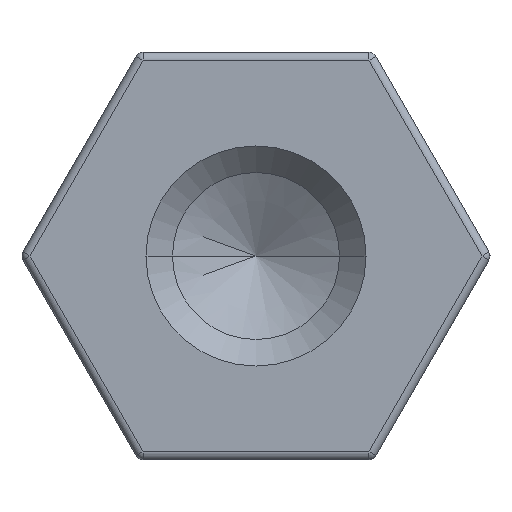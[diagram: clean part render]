
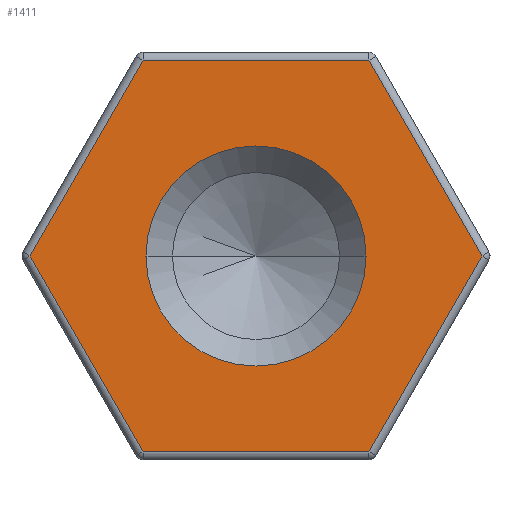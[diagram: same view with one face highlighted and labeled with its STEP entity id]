
A CAD part, left-side view. The second image highlights one B-rep face of the part: STEP entity #1411.
In plain terms, the highlighted planar face has unit normal (-1, 0, 0).
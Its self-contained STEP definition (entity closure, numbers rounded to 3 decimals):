
#9 = DIRECTION ( 'NONE',  ( 0., 1., 0. ) ) ;
#16 = VECTOR ( 'NONE', #670, 1000. ) ;
#18 = CIRCLE ( 'NONE', #1112, 1.35 ) ;
#41 = FACE_OUTER_BOUND ( 'NONE', #1298, .T. ) ;
#60 = ORIENTED_EDGE ( 'NONE', *, *, #204, .T. ) ;
#85 = LINE ( 'NONE', #564, #16 ) ;
#101 = VECTOR ( 'NONE', #926, 1000. ) ;
#105 = VERTEX_POINT ( 'NONE', #655 ) ;
#127 = ORIENTED_EDGE ( 'NONE', *, *, #777, .T. ) ;
#136 = VERTEX_POINT ( 'NONE', #288 ) ;
#147 = VECTOR ( 'NONE', #646, 1000. ) ;
#175 = LINE ( 'NONE', #481, #1280 ) ;
#178 = LINE ( 'NONE', #871, #1342 ) ;
#188 = EDGE_LOOP ( 'NONE', ( #563, #231 ) ) ;
#204 = EDGE_CURVE ( 'NONE', #526, #1113, #178, .T. ) ;
#231 = ORIENTED_EDGE ( 'NONE', *, *, #387, .T. ) ;
#275 = DIRECTION ( 'NONE',  ( 0., 1., 0. ) ) ;
#288 = CARTESIAN_POINT ( 'NONE',  ( 0., 1.35, 0. ) ) ;
#296 = VERTEX_POINT ( 'NONE', #1007 ) ;
#307 = DIRECTION ( 'NONE',  ( 0., 1., 0. ) ) ;
#325 = DIRECTION ( 'NONE',  ( 1., 0., 0. ) ) ;
#341 = VERTEX_POINT ( 'NONE', #972 ) ;
#352 = CARTESIAN_POINT ( 'NONE',  ( 0., 0., 0. ) ) ;
#371 = DIRECTION ( 'NONE',  ( 0., -0.5, -0.866 ) ) ;
#377 = ORIENTED_EDGE ( 'NONE', *, *, #1258, .T. ) ;
#387 = EDGE_CURVE ( 'NONE', #105, #136, #18, .T. ) ;
#445 = ORIENTED_EDGE ( 'NONE', *, *, #1050, .T. ) ;
#481 = CARTESIAN_POINT ( 'NONE',  ( 0., 2.078, -1.2 ) ) ;
#526 = VERTEX_POINT ( 'NONE', #1045 ) ;
#557 = LINE ( 'NONE', #1400, #101 ) ;
#563 = ORIENTED_EDGE ( 'NONE', *, *, #651, .T. ) ;
#564 = CARTESIAN_POINT ( 'NONE',  ( 0., 0., -2.4 ) ) ;
#572 = ORIENTED_EDGE ( 'NONE', *, *, #728, .T. ) ;
#580 = LINE ( 'NONE', #624, #1306 ) ;
#586 = CARTESIAN_POINT ( 'NONE',  ( 0., 0., 0. ) ) ;
#600 = LINE ( 'NONE', #1203, #147 ) ;
#624 = CARTESIAN_POINT ( 'NONE',  ( 0., -2.078, 1.2 ) ) ;
#646 = DIRECTION ( 'NONE',  ( 0., -0.5, 0.866 ) ) ;
#651 = EDGE_CURVE ( 'NONE', #136, #105, #903, .T. ) ;
#655 = CARTESIAN_POINT ( 'NONE',  ( 0., -1.35, 0. ) ) ;
#664 = VERTEX_POINT ( 'NONE', #1259 ) ;
#670 = DIRECTION ( 'NONE',  ( 0., -1., 0. ) ) ;
#714 = FACE_BOUND ( 'NONE', #188, .T. ) ;
#728 = EDGE_CURVE ( 'NONE', #664, #341, #175, .T. ) ;
#742 = VERTEX_POINT ( 'NONE', #942 ) ;
#774 = DIRECTION ( 'NONE',  ( 1., 0., 0. ) ) ;
#777 = EDGE_CURVE ( 'NONE', #341, #742, #85, .T. ) ;
#803 = DIRECTION ( 'NONE',  ( 1., 0., 0. ) ) ;
#820 = ORIENTED_EDGE ( 'NONE', *, *, #1215, .T. ) ;
#871 = CARTESIAN_POINT ( 'NONE',  ( 0., 0., 2.4 ) ) ;
#903 = CIRCLE ( 'NONE', #1091, 1.35 ) ;
#926 = DIRECTION ( 'NONE',  ( 0., 0.5, -0.866 ) ) ;
#942 = CARTESIAN_POINT ( 'NONE',  ( 0., -1.386, -2.4 ) ) ;
#962 = PLANE ( 'NONE',  #1119 ) ;
#972 = CARTESIAN_POINT ( 'NONE',  ( 0., 1.386, -2.4 ) ) ;
#1007 = CARTESIAN_POINT ( 'NONE',  ( 0., -2.771, 0. ) ) ;
#1027 = DIRECTION ( 'NONE',  ( 0., 1., 0. ) ) ;
#1045 = CARTESIAN_POINT ( 'NONE',  ( 0., -1.386, 2.4 ) ) ;
#1050 = EDGE_CURVE ( 'NONE', #296, #526, #580, .T. ) ;
#1091 = AXIS2_PLACEMENT_3D ( 'NONE', #1266, #803, #275 ) ;
#1112 = AXIS2_PLACEMENT_3D ( 'NONE', #352, #325, #307 ) ;
#1113 = VERTEX_POINT ( 'NONE', #1378 ) ;
#1119 = AXIS2_PLACEMENT_3D ( 'NONE', #586, #774, #9 ) ;
#1203 = CARTESIAN_POINT ( 'NONE',  ( 0., -2.078, -1.2 ) ) ;
#1215 = EDGE_CURVE ( 'NONE', #742, #296, #600, .T. ) ;
#1258 = EDGE_CURVE ( 'NONE', #1113, #664, #557, .T. ) ;
#1259 = CARTESIAN_POINT ( 'NONE',  ( 0., 2.771, 0. ) ) ;
#1266 = CARTESIAN_POINT ( 'NONE',  ( 0., 0., 0. ) ) ;
#1277 = DIRECTION ( 'NONE',  ( 0., 0.5, 0.866 ) ) ;
#1280 = VECTOR ( 'NONE', #371, 1000. ) ;
#1298 = EDGE_LOOP ( 'NONE', ( #445, #60, #377, #572, #127, #820 ) ) ;
#1306 = VECTOR ( 'NONE', #1277, 1000. ) ;
#1342 = VECTOR ( 'NONE', #1027, 1000. ) ;
#1378 = CARTESIAN_POINT ( 'NONE',  ( 0., 1.386, 2.4 ) ) ;
#1400 = CARTESIAN_POINT ( 'NONE',  ( 0., 2.078, 1.2 ) ) ;
#1411 = ADVANCED_FACE ( 'NONE', ( #41, #714 ), #962, .F. ) ;
